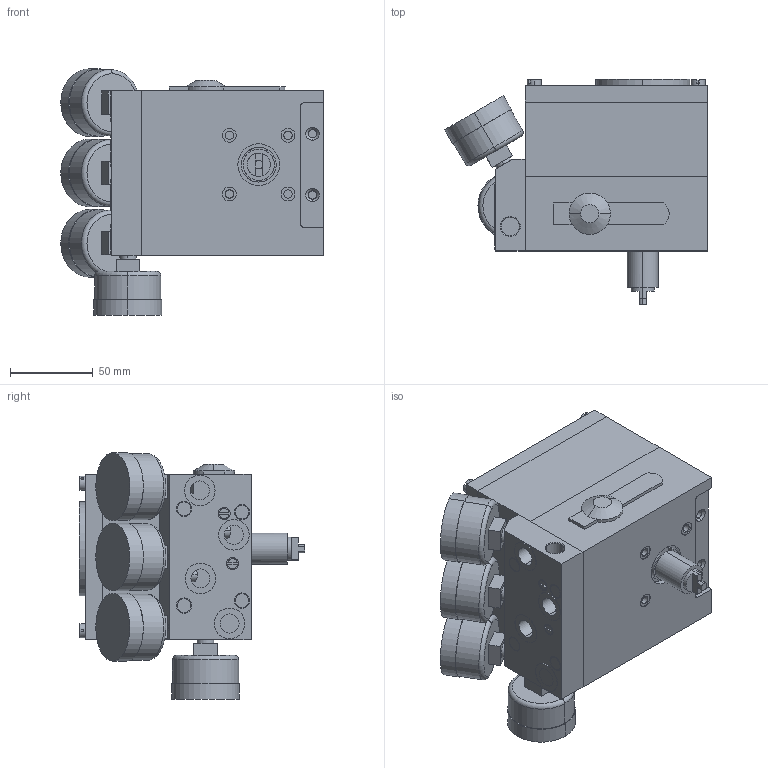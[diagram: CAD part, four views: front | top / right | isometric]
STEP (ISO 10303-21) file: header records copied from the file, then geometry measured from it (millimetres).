
FILE_DESCRIPTION (( 'STEP AP214' ), '1' );
FILE_NAME ('P5+F5 med manometrar (4x)_140926.STEP', '2014-09-29T13:53:37', ( '' ), ( '' ), 'SwSTEP 2.0', 'SolidWorks 2014', '' );
FILE_SCHEMA (( 'AUTOMOTIVE_DESIGN' ));
Length unit declared in the file: millimetre
Products named in the file (1): P5+F5 med manometrar (4x)_140926
Bounding box: 158.65 x 136.4 x 149 mm (x, y, z)
Volume: 1326779 mm3; surface area: 174066.1 mm2
Topology: 15 solids, 15 shells, 476 faces, 1078 edges, 702 vertices
Faces by surface type: plane 249, cylinder 189, cone 24, torus 14
Entity records: 13864 total; most frequent: CARTESIAN_POINT 2480, DIRECTION 2479, ORIENTED_EDGE 2156, EDGE_CURVE 1078, AXIS2_PLACEMENT_3D 951, VERTEX_POINT 702, VECTOR 577, LINE 577
